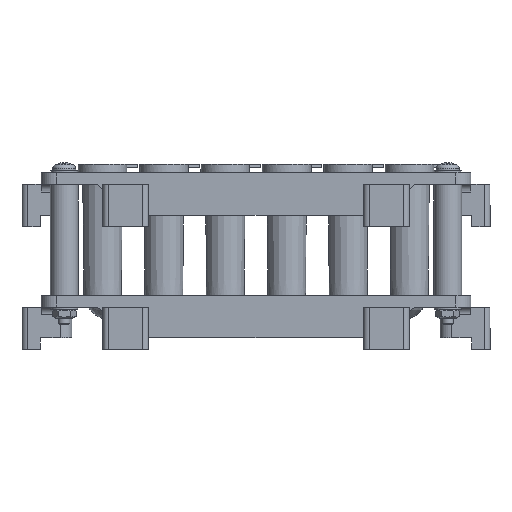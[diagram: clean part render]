
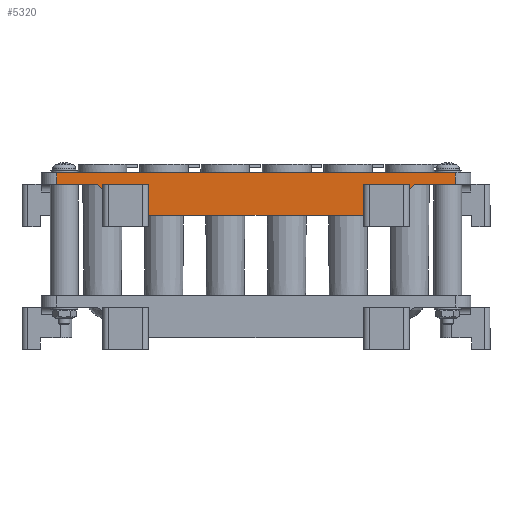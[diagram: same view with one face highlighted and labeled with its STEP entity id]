
A CAD part, left-side view. The second image highlights one B-rep face of the part: STEP entity #5320.
In plain terms, the highlighted planar face has unit normal (-1, 0, 0).
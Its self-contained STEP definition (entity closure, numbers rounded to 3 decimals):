
#613=PLANE('',#5858);
#898=FACE_OUTER_BOUND('',#1194,.T.);
#1194=EDGE_LOOP('',(#4107,#4108,#4109,#4110,#4111,#4112,#4113,#4114,#4115,
#4116,#4117,#4118,#4119,#4120));
#1554=LINE('',#8819,#1924);
#1560=LINE('',#8832,#1930);
#1569=LINE('',#8849,#1939);
#1570=LINE('',#8851,#1940);
#1571=LINE('',#8853,#1941);
#1572=LINE('',#8857,#1942);
#1573=LINE('',#8859,#1943);
#1574=LINE('',#8861,#1944);
#1575=LINE('',#8863,#1945);
#1576=LINE('',#8865,#1946);
#1577=LINE('',#8869,#1947);
#1578=LINE('',#8870,#1948);
#1924=VECTOR('',#6764,10.);
#1930=VECTOR('',#6772,10.);
#1939=VECTOR('',#6785,10.);
#1940=VECTOR('',#6786,10.);
#1941=VECTOR('',#6787,10.);
#1942=VECTOR('',#6790,10.);
#1943=VECTOR('',#6791,10.);
#1944=VECTOR('',#6792,10.);
#1945=VECTOR('',#6793,10.);
#1946=VECTOR('',#6794,10.);
#1947=VECTOR('',#6797,10.);
#1948=VECTOR('',#6798,10.);
#2315=CIRCLE('',#5859,2.);
#2316=CIRCLE('',#5860,2.);
#2673=VERTEX_POINT('',#8817);
#2674=VERTEX_POINT('',#8818);
#2679=VERTEX_POINT('',#8830);
#2680=VERTEX_POINT('',#8831);
#2687=VERTEX_POINT('',#8850);
#2688=VERTEX_POINT('',#8852);
#2689=VERTEX_POINT('',#8854);
#2690=VERTEX_POINT('',#8856);
#2691=VERTEX_POINT('',#8858);
#2692=VERTEX_POINT('',#8860);
#2693=VERTEX_POINT('',#8862);
#2694=VERTEX_POINT('',#8864);
#2695=VERTEX_POINT('',#8866);
#2696=VERTEX_POINT('',#8868);
#3204=EDGE_CURVE('',#2673,#2674,#1554,.T.);
#3210=EDGE_CURVE('',#2679,#2680,#1560,.T.);
#3219=EDGE_CURVE('',#2673,#2680,#1569,.T.);
#3220=EDGE_CURVE('',#2679,#2687,#1570,.T.);
#3221=EDGE_CURVE('',#2688,#2687,#1571,.T.);
#3222=EDGE_CURVE('',#2688,#2689,#2315,.F.);
#3223=EDGE_CURVE('',#2690,#2689,#1572,.T.);
#3224=EDGE_CURVE('',#2691,#2690,#1573,.T.);
#3225=EDGE_CURVE('',#2692,#2691,#1574,.T.);
#3226=EDGE_CURVE('',#2693,#2692,#1575,.T.);
#3227=EDGE_CURVE('',#2694,#2693,#1576,.T.);
#3228=EDGE_CURVE('',#2695,#2694,#2316,.T.);
#3229=EDGE_CURVE('',#2696,#2695,#1577,.T.);
#3230=EDGE_CURVE('',#2696,#2674,#1578,.T.);
#4107=ORIENTED_EDGE('',*,*,#3204,.F.);
#4108=ORIENTED_EDGE('',*,*,#3219,.T.);
#4109=ORIENTED_EDGE('',*,*,#3210,.F.);
#4110=ORIENTED_EDGE('',*,*,#3220,.T.);
#4111=ORIENTED_EDGE('',*,*,#3221,.F.);
#4112=ORIENTED_EDGE('',*,*,#3222,.T.);
#4113=ORIENTED_EDGE('',*,*,#3223,.F.);
#4114=ORIENTED_EDGE('',*,*,#3224,.F.);
#4115=ORIENTED_EDGE('',*,*,#3225,.F.);
#4116=ORIENTED_EDGE('',*,*,#3226,.F.);
#4117=ORIENTED_EDGE('',*,*,#3227,.F.);
#4118=ORIENTED_EDGE('',*,*,#3228,.F.);
#4119=ORIENTED_EDGE('',*,*,#3229,.F.);
#4120=ORIENTED_EDGE('',*,*,#3230,.T.);
#5320=ADVANCED_FACE('',(#898),#613,.T.);
#5858=AXIS2_PLACEMENT_3D('',#8848,#6783,#6784);
#5859=AXIS2_PLACEMENT_3D('',#8855,#6788,#6789);
#5860=AXIS2_PLACEMENT_3D('',#8867,#6795,#6796);
#6764=DIRECTION('',(0.,0.,1.));
#6772=DIRECTION('',(0.,0.,-1.));
#6783=DIRECTION('center_axis',(-1.,0.,0.));
#6784=DIRECTION('ref_axis',(0.,-1.,0.));
#6785=DIRECTION('',(0.,-1.,0.));
#6786=DIRECTION('',(0.,-1.,0.));
#6787=DIRECTION('',(0.,0.,1.));
#6788=DIRECTION('center_axis',(-1.,0.,0.));
#6789=DIRECTION('ref_axis',(0.,0.707,0.707));
#6790=DIRECTION('',(0.,1.,0.));
#6791=DIRECTION('',(0.,0.,-1.));
#6792=DIRECTION('',(0.,-1.,0.));
#6793=DIRECTION('',(0.,0.,1.));
#6794=DIRECTION('',(0.,1.,0.));
#6795=DIRECTION('center_axis',(-1.,0.,0.));
#6796=DIRECTION('ref_axis',(0.,-0.707,0.707));
#6797=DIRECTION('',(0.,0.,-1.));
#6798=DIRECTION('',(0.,-1.,0.));
#8817=CARTESIAN_POINT('',(-56.,28.,-8.));
#8818=CARTESIAN_POINT('',(-56.,28.,0.));
#8819=CARTESIAN_POINT('',(-56.,28.,0.));
#8830=CARTESIAN_POINT('',(-56.,-28.,0.));
#8831=CARTESIAN_POINT('',(-56.,-28.,-8.));
#8832=CARTESIAN_POINT('',(-56.,-28.,0.));
#8848=CARTESIAN_POINT('Origin',(-56.,56.,0.));
#8849=CARTESIAN_POINT('',(-56.,-14.,-8.));
#8850=CARTESIAN_POINT('',(-56.,-40.,0.));
#8851=CARTESIAN_POINT('',(-56.,11.,0.));
#8852=CARTESIAN_POINT('',(-56.,-40.,-2.));
#8853=CARTESIAN_POINT('',(-56.,-40.,0.));
#8854=CARTESIAN_POINT('',(-56.,-42.,0.));
#8855=CARTESIAN_POINT('Origin',(-56.,-42.,-2.));
#8856=CARTESIAN_POINT('',(-56.,-52.,0.));
#8857=CARTESIAN_POINT('',(-56.,-56.,0.));
#8858=CARTESIAN_POINT('',(-56.,-52.,3.));
#8859=CARTESIAN_POINT('',(-56.,-52.,0.));
#8860=CARTESIAN_POINT('',(-56.,52.,3.));
#8861=CARTESIAN_POINT('',(-56.,-56.,3.));
#8862=CARTESIAN_POINT('',(-56.,52.,0.));
#8863=CARTESIAN_POINT('',(-56.,52.,0.));
#8864=CARTESIAN_POINT('',(-56.,42.,0.));
#8865=CARTESIAN_POINT('',(-56.,-56.,0.));
#8866=CARTESIAN_POINT('',(-56.,40.,-2.));
#8867=CARTESIAN_POINT('Origin',(-56.,42.,-2.));
#8868=CARTESIAN_POINT('',(-56.,40.,0.));
#8869=CARTESIAN_POINT('',(-56.,40.,0.));
#8870=CARTESIAN_POINT('',(-56.,45.,0.));
